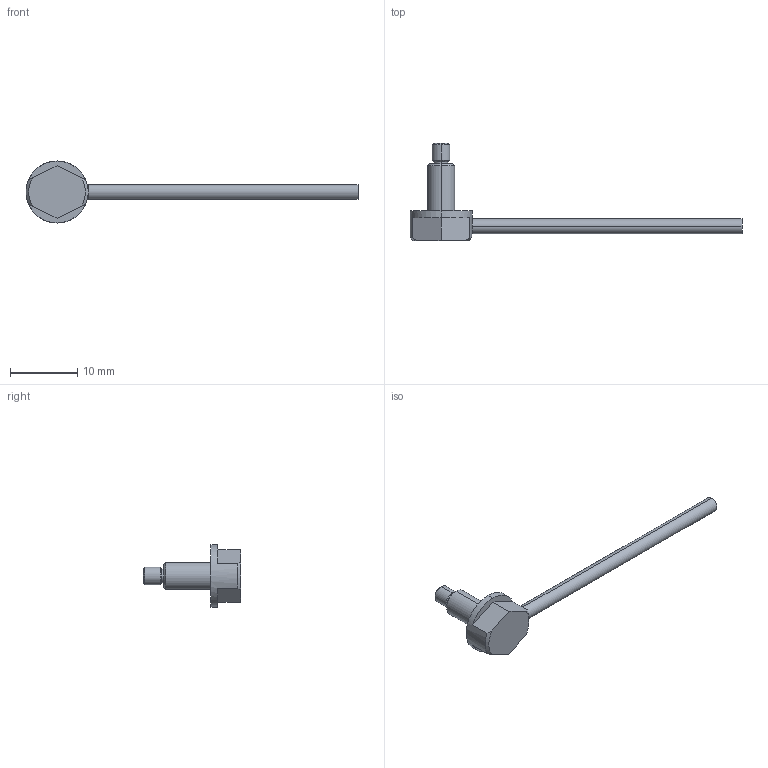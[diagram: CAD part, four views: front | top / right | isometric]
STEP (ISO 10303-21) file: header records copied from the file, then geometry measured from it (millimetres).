
FILE_DESCRIPTION (( 'STEP AP214' ), '1' );
FILE_NAME ('GPF-T025B-2.STEP', '2017-11-17T15:57:45', ( '' ), ( '' ), 'SwSTEP 2.0', 'SolidWorks 2018', '' );
FILE_SCHEMA (( 'AUTOMOTIVE_DESIGN' ));
Length unit declared in the file: millimetre
Products named in the file (4): GPF-T025B-2-HEAD; GPF-T025B-2_FIBER; GPF-T025B-2; GPF-T025B-2-LENSE
Assembly tree (18 placements, depth 2):
  GPF-T025B-2
    GPF-T025B-2_FIBER
    GPF-T025B-2-HEAD
    GPF-T025B-2-LENSE  x16
Bounding box: 49.2 x 14.4 x 9.2 mm (x, y, z)
Volume: 491.2 mm3; surface area: 648.2 mm2
Topology: 18 solids, 18 shells, 143 faces, 258 edges, 170 vertices
Faces by surface type: cylinder 74, plane 61, cone 8
Entity records: 2492 total; most frequent: DIRECTION 472, CARTESIAN_POINT 394, ORIENTED_EDGE 336, AXIS2_PLACEMENT_3D 204, EDGE_CURVE 168, VERTEX_POINT 110, EDGE_LOOP 102, CIRCLE 100
